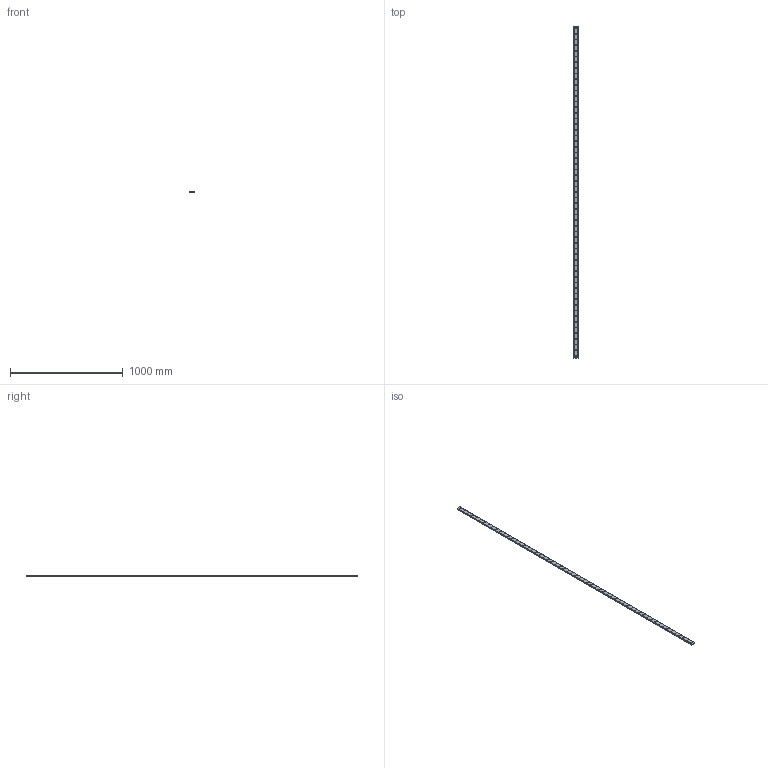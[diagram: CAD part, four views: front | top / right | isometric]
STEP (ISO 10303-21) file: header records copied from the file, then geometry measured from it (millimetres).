
FILE_DESCRIPTION(('STEP AP214'),'1');
FILE_NAME('cctmp_2E7E2F7F-64F7-4391-A367-19FE68325FF5_2021_03_03_12_32_56_0430..stp','2021-03-03T11:32:56',('HIWIN GmbH'),('CADClick - www.CADClick.com'),'Spatial InterOp 3D',' ','unknown authorization');
FILE_SCHEMA(('AUTOMOTIVE_DESIGN'));
Length unit declared in the file: millimetre
Products named in the file (1): WER21R2940H_FILE
Bounding box: 37 x 2940 x 11 mm (x, y, z)
Volume: 1089391 mm3; surface area: 318220.3 mm2
Topology: 1 solids, 1 shells, 1165 faces, 2415 edges, 1610 vertices
Faces by surface type: cylinder 726, plane 439
Entity records: 40965 total; most frequent: DIRECTION 6199, CARTESIAN_POINT 5191, ORIENTED_EDGE 4830, AXIS2_PLACEMENT_3D 2618, EDGE_CURVE 2415, VERTEX_POINT 1610, EDGE_LOOP 1523, CIRCLE 1452
